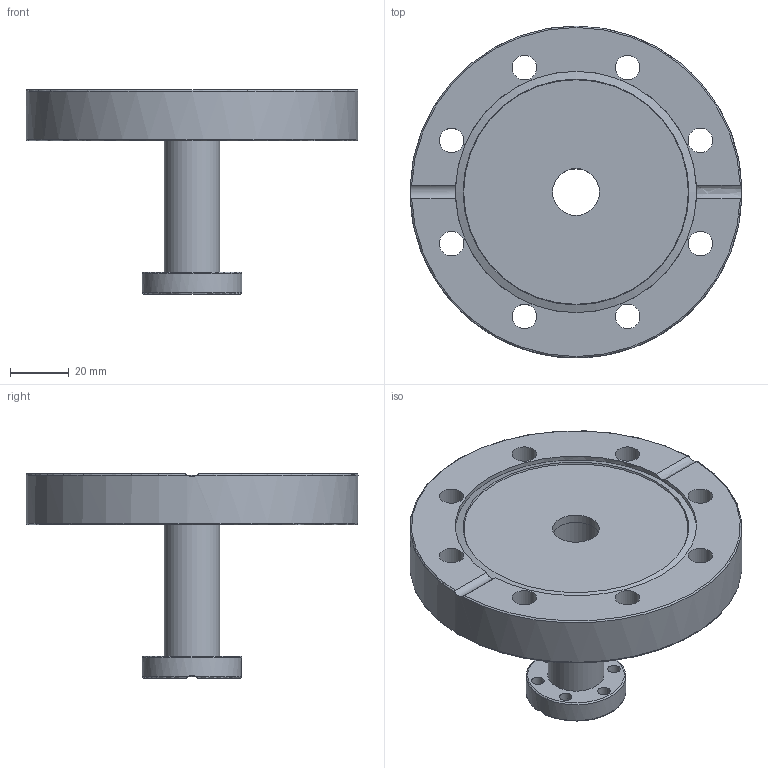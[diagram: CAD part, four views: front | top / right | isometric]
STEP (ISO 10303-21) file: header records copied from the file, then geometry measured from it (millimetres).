
FILE_DESCRIPTION((''),'2;1');
FILE_NAME('TA6316R-304.stp','2009-04-15T13:51:08',('hasers'),(''),'Autodesk Inventor 2008','Autodesk Inventor 2008','');
FILE_SCHEMA(('AUTOMOTIVE_DESIGN { 1 0 10303 214 1 1 1 1 }'));
Length unit declared in the file: millimetre
Products named in the file (5): TA6316R-304; CF-07 [Keywords [Summary]=1.4301][Company [Summary]=Vacom][Title [Summary]=F63]_2; Rohre [Subject [Summary]=normal][Keywords [Summary]=1.4301][Title [Summary]=19x1,5 (0,5m)]_6; CF-R [Subject [Summary]=-304][Title [Summary]=F16RIB19]; CF-R [Subject [Summary]=-304][Title [Summary]=F16RO]
Assembly tree (4 placements, depth 2):
  TA6316R-304
    CF-07 [Keywords [Summary]=1.4301][Company [Summary]=Vacom][Title [Summary]=F63]_2
    Rohre [Subject [Summary]=normal][Keywords [Summary]=1.4301][Title [Summary]=19x1,5 (0,5m)]_6
    CF-R [Subject [Summary]=-304][Title [Summary]=F16RIB19]
    CF-R [Subject [Summary]=-304][Title [Summary]=F16RO]
Bounding box: 113.5 x 113.5 x 70 mm (x, y, z)
Volume: 167575.1 mm3; surface area: 40910.7 mm2
Topology: 4 solids, 4 shells, 61 faces, 157 edges, 106 vertices
Faces by surface type: bspline 25, plane 11, cylinder 10, torus 10, cone 5
Full cylindrical faces by diameter (mm): 16 x1, 19 x1, 21.3 x1, 22 x1, 34 x1, 82.5 x1, 113.5 x1
Entity records: 2219 total; most frequent: CARTESIAN_POINT 867, DIRECTION 244, ORIENTED_EDGE 194, EDGE_LOOP 138, AXIS2_PLACEMENT_3D 118, EDGE_CURVE 97, VERTEX_POINT 85, FACE_BOUND 77
